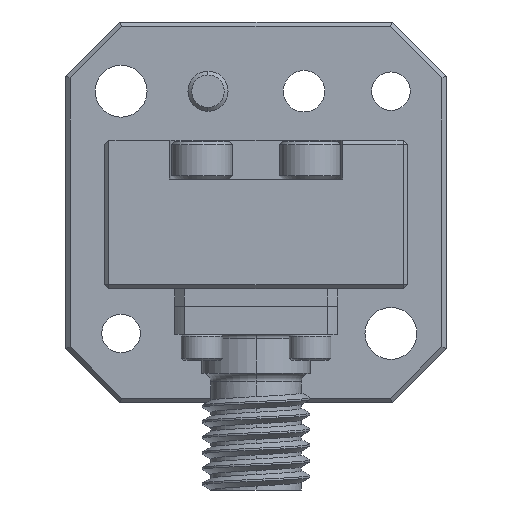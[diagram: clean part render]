
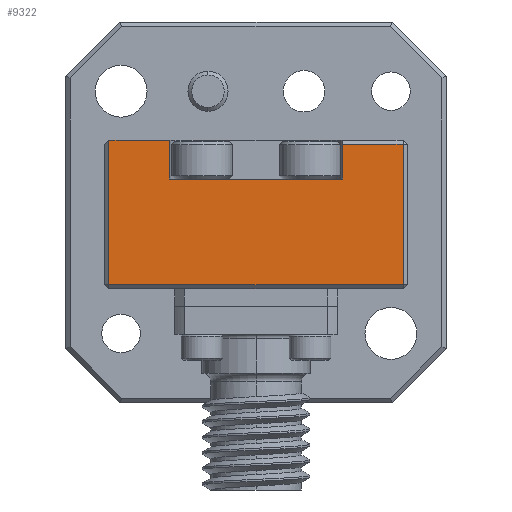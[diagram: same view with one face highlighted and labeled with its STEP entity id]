
A CAD part, front view. The second image highlights one B-rep face of the part: STEP entity #9322.
In plain terms, the highlighted planar face has unit normal (0, -1, 0).
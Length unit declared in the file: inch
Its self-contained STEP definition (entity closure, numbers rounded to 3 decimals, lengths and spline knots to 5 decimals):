
#58 = EDGE_CURVE ( 'NONE', #9135, #17607, #6065, .T. ) ;
#959 = DIRECTION ( 'NONE',  ( 0., 0., 1. ) ) ;
#1710 = CARTESIAN_POINT ( 'NONE',  ( -2.19471, -0.64129, 1.19267 ) ) ;
#3167 = DIRECTION ( 'NONE',  ( 0., 0., -1. ) ) ;
#3176 = VECTOR ( 'NONE', #20183, 39.37008 ) ;
#3444 = LINE ( 'NONE', #17709, #15144 ) ;
#3846 = VECTOR ( 'NONE', #959, 39.37008 ) ;
#3871 = EDGE_CURVE ( 'NONE', #18490, #9135, #11705, .T. ) ;
#4626 = ORIENTED_EDGE ( 'NONE', *, *, #58, .T. ) ;
#4770 = CARTESIAN_POINT ( 'NONE',  ( -2.05471, -0.64129, 1.20267 ) ) ;
#5497 = VERTEX_POINT ( 'NONE', #4770 ) ;
#5662 = VERTEX_POINT ( 'NONE', #7465 ) ;
#5746 = VERTEX_POINT ( 'NONE', #22028 ) ;
#6065 = LINE ( 'NONE', #21976, #3176 ) ;
#6621 = DIRECTION ( 'NONE',  ( 0., 1., 0. ) ) ;
#6704 = CARTESIAN_POINT ( 'NONE',  ( -2.05471, -0.64129, 1.20267 ) ) ;
#7046 = LINE ( 'NONE', #12387, #16605 ) ;
#7465 = CARTESIAN_POINT ( 'NONE',  ( -1.65471, -0.64129, 1.20267 ) ) ;
#7623 = EDGE_CURVE ( 'NONE', #19480, #22157, #3444, .T. ) ;
#8464 = EDGE_CURVE ( 'NONE', #5662, #22157, #15387, .T. ) ;
#8573 = EDGE_CURVE ( 'NONE', #5746, #18490, #14017, .T. ) ;
#9135 = VERTEX_POINT ( 'NONE', #13859 ) ;
#9322 = ADVANCED_FACE ( 'NONE', ( #20622 ), #20503, .F. ) ;
#9590 = LINE ( 'NONE', #16562, #3846 ) ;
#9597 = EDGE_CURVE ( 'NONE', #17607, #19480, #7046, .T. ) ;
#10530 = EDGE_LOOP ( 'NONE', ( #21200, #4626, #21770, #11719, #18848, #17352, #17271, #21824 ) ) ;
#10826 = VECTOR ( 'NONE', #22300, 39.37008 ) ;
#10995 = CARTESIAN_POINT ( 'NONE',  ( -1.51471, -0.64129, 1.28267 ) ) ;
#11705 = LINE ( 'NONE', #1710, #13074 ) ;
#11719 = ORIENTED_EDGE ( 'NONE', *, *, #7623, .T. ) ;
#12387 = CARTESIAN_POINT ( 'NONE',  ( -1.51471, -0.64129, 1.19267 ) ) ;
#12623 = DIRECTION ( 'NONE',  ( -1., 0., 0. ) ) ;
#13074 = VECTOR ( 'NONE', #3167, 39.37008 ) ;
#13302 = CARTESIAN_POINT ( 'NONE',  ( -1.51471, -0.64129, 0.95867 ) ) ;
#13418 = LINE ( 'NONE', #6704, #15168 ) ;
#13434 = CARTESIAN_POINT ( 'NONE',  ( -1.65471, -0.64129, 1.28267 ) ) ;
#13451 = CARTESIAN_POINT ( 'NONE',  ( -1.65471, -0.64129, 1.20267 ) ) ;
#13681 = CARTESIAN_POINT ( 'NONE',  ( -1.50471, -0.64129, 1.19267 ) ) ;
#13762 = DIRECTION ( 'NONE',  ( 1., 0., 0. ) ) ;
#13859 = CARTESIAN_POINT ( 'NONE',  ( -2.19471, -0.64129, 0.95867 ) ) ;
#14017 = LINE ( 'NONE', #14488, #14144 ) ;
#14144 = VECTOR ( 'NONE', #12623, 39.37008 ) ;
#14260 = EDGE_CURVE ( 'NONE', #5497, #5746, #9590, .T. ) ;
#14488 = CARTESIAN_POINT ( 'NONE',  ( -1.50471, -0.64129, 1.29267 ) ) ;
#15099 = AXIS2_PLACEMENT_3D ( 'NONE', #13681, #6621, #18801 ) ;
#15144 = VECTOR ( 'NONE', #19143, 39.37008 ) ;
#15168 = VECTOR ( 'NONE', #13762, 39.37008 ) ;
#15387 = LINE ( 'NONE', #13451, #10826 ) ;
#16143 = DIRECTION ( 'NONE',  ( 0., 0., 1. ) ) ;
#16562 = CARTESIAN_POINT ( 'NONE',  ( -2.05471, -0.64129, 1.20267 ) ) ;
#16605 = VECTOR ( 'NONE', #16143, 39.37008 ) ;
#17271 = ORIENTED_EDGE ( 'NONE', *, *, #14260, .T. ) ;
#17352 = ORIENTED_EDGE ( 'NONE', *, *, #17726, .F. ) ;
#17607 = VERTEX_POINT ( 'NONE', #13302 ) ;
#17709 = CARTESIAN_POINT ( 'NONE',  ( -1.50471, -0.64129, 1.28267 ) ) ;
#17726 = EDGE_CURVE ( 'NONE', #5497, #5662, #13418, .T. ) ;
#18246 = CARTESIAN_POINT ( 'NONE',  ( -2.19471, -0.64129, 1.29267 ) ) ;
#18490 = VERTEX_POINT ( 'NONE', #18246 ) ;
#18801 = DIRECTION ( 'NONE',  ( 0., 0., -1. ) ) ;
#18848 = ORIENTED_EDGE ( 'NONE', *, *, #8464, .F. ) ;
#19143 = DIRECTION ( 'NONE',  ( -1., 0., 0. ) ) ;
#19480 = VERTEX_POINT ( 'NONE', #10995 ) ;
#20183 = DIRECTION ( 'NONE',  ( 1., 0., 0. ) ) ;
#20503 = PLANE ( 'NONE',  #15099 ) ;
#20622 = FACE_OUTER_BOUND ( 'NONE', #10530, .T. ) ;
#21200 = ORIENTED_EDGE ( 'NONE', *, *, #3871, .T. ) ;
#21770 = ORIENTED_EDGE ( 'NONE', *, *, #9597, .T. ) ;
#21824 = ORIENTED_EDGE ( 'NONE', *, *, #8573, .T. ) ;
#21976 = CARTESIAN_POINT ( 'NONE',  ( -1.50471, -0.64129, 0.95867 ) ) ;
#22028 = CARTESIAN_POINT ( 'NONE',  ( -2.05471, -0.64129, 1.29267 ) ) ;
#22157 = VERTEX_POINT ( 'NONE', #13434 ) ;
#22300 = DIRECTION ( 'NONE',  ( 0., 0., 1. ) ) ;
